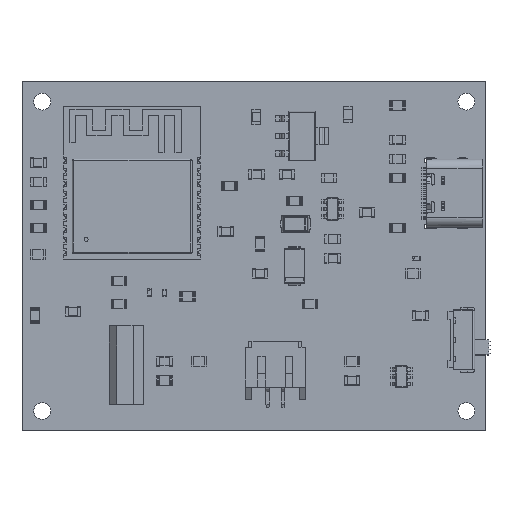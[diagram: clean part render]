
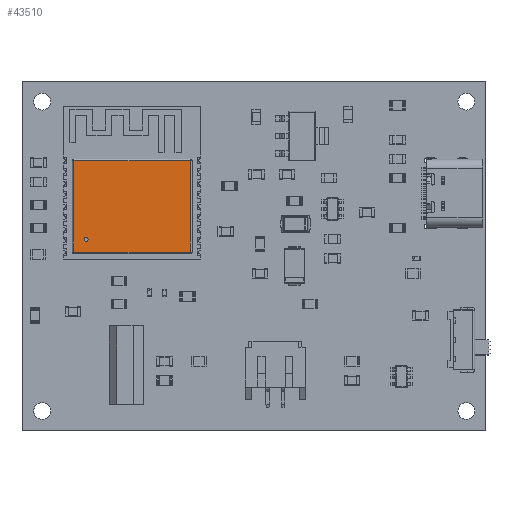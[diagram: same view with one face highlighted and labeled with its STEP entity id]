
A CAD part, top view. The second image highlights one B-rep face of the part: STEP entity #43510.
In plain terms, the highlighted planar face has unit normal (0, 0, 1).
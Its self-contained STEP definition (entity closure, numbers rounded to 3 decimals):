
#43334 = VERTEX_POINT('',#43335);
#43335 = CARTESIAN_POINT('',(-7.65,5.98,3.2));
#43342 = EDGE_CURVE('',#43334,#43343,#43345,.T.);
#43343 = VERTEX_POINT('',#43344);
#43344 = CARTESIAN_POINT('',(7.65,5.98,3.2));
#43345 = LINE('',#43346,#43347);
#43346 = CARTESIAN_POINT('',(-7.85,5.98,3.2));
#43347 = VECTOR('',#43348,1.);
#43348 = DIRECTION('',(1.,0.,0.));
#43510 = ADVANCED_FACE('',(#43511,#43536),#43547,.T.);
#43511 = FACE_BOUND('',#43512,.T.);
#43512 = EDGE_LOOP('',(#43513,#43521,#43522,#43530));
#43513 = ORIENTED_EDGE('',*,*,#43514,.F.);
#43514 = EDGE_CURVE('',#43343,#43515,#43517,.T.);
#43515 = VERTEX_POINT('',#43516);
#43516 = CARTESIAN_POINT('',(7.65,-5.99,3.2));
#43517 = LINE('',#43518,#43519);
#43518 = CARTESIAN_POINT('',(7.65,6.18,3.2));
#43519 = VECTOR('',#43520,1.);
#43520 = DIRECTION('',(0.,-1.,0.));
#43521 = ORIENTED_EDGE('',*,*,#43342,.F.);
#43522 = ORIENTED_EDGE('',*,*,#43523,.F.);
#43523 = EDGE_CURVE('',#43524,#43334,#43526,.T.);
#43524 = VERTEX_POINT('',#43525);
#43525 = CARTESIAN_POINT('',(-7.65,-5.99,3.2));
#43526 = LINE('',#43527,#43528);
#43527 = CARTESIAN_POINT('',(-7.65,-6.19,3.2));
#43528 = VECTOR('',#43529,1.);
#43529 = DIRECTION('',(0.,1.,0.));
#43530 = ORIENTED_EDGE('',*,*,#43531,.F.);
#43531 = EDGE_CURVE('',#43515,#43524,#43532,.T.);
#43532 = LINE('',#43533,#43534);
#43533 = CARTESIAN_POINT('',(7.85,-5.99,3.2));
#43534 = VECTOR('',#43535,1.);
#43535 = DIRECTION('',(-1.,0.,0.));
#43536 = FACE_BOUND('',#43537,.T.);
#43537 = EDGE_LOOP('',(#43538));
#43538 = ORIENTED_EDGE('',*,*,#43539,.F.);
#43539 = EDGE_CURVE('',#43540,#43540,#43542,.T.);
#43540 = VERTEX_POINT('',#43541);
#43541 = CARTESIAN_POINT('',(-5.75,-4.34,3.2));
#43542 = CIRCLE('',#43543,0.25);
#43543 = AXIS2_PLACEMENT_3D('',#43544,#43545,#43546);
#43544 = CARTESIAN_POINT('',(-6.,-4.34,3.2));
#43545 = DIRECTION('',(0.,0.,1.));
#43546 = DIRECTION('',(1.,0.,-0.));
#43547 = PLANE('',#43548);
#43548 = AXIS2_PLACEMENT_3D('',#43549,#43550,#43551);
#43549 = CARTESIAN_POINT('',(0.,-0.005,3.2));
#43550 = DIRECTION('',(0.,0.,1.));
#43551 = DIRECTION('',(1.,0.,-0.));
